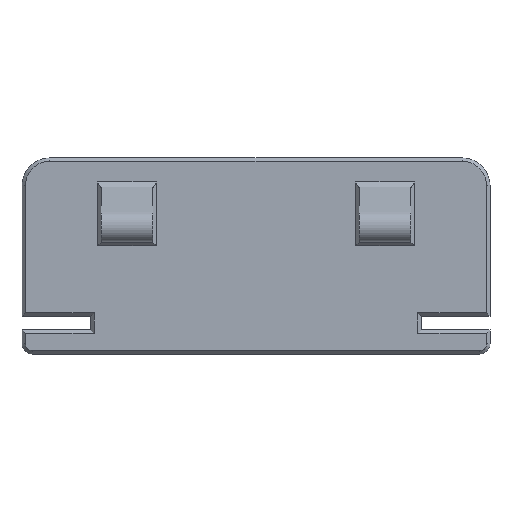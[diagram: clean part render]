
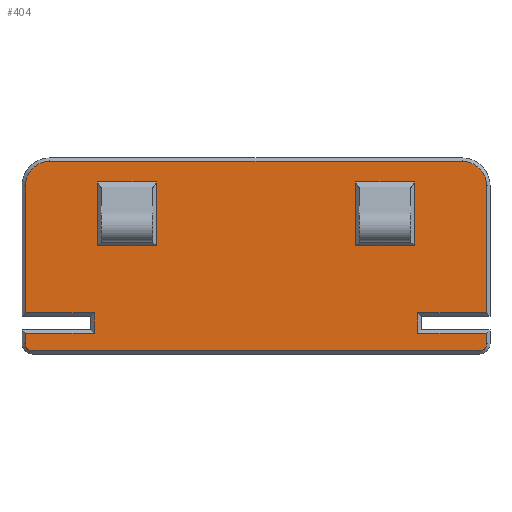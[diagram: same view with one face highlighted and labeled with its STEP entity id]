
A CAD part, top view. The second image highlights one B-rep face of the part: STEP entity #404.
In plain terms, the highlighted planar face has unit normal (0, 0, 1).
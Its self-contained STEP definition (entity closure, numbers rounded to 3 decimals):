
#126 = VERTEX_POINT('',#127);
#127 = CARTESIAN_POINT('',(-67.,-6.,6.));
#135 = VERTEX_POINT('',#136);
#136 = CARTESIAN_POINT('',(-67.,-3.,6.));
#142 = EDGE_CURVE('',#126,#135,#143,.T.);
#143 = LINE('',#144,#145);
#144 = CARTESIAN_POINT('',(-67.,-6.,6.));
#145 = VECTOR('',#146,1.);
#146 = DIRECTION('',(0.,1.,0.));
#213 = VERTEX_POINT('',#214);
#214 = CARTESIAN_POINT('',(-65.,-8.,6.));
#222 = EDGE_CURVE('',#213,#126,#223,.T.);
#223 = CIRCLE('',#224,2.);
#224 = AXIS2_PLACEMENT_3D('',#225,#226,#227);
#225 = CARTESIAN_POINT('',(-65.,-6.,6.));
#226 = DIRECTION('',(-0.,-0.,-1.));
#227 = DIRECTION('',(0.,-1.,0.));
#404 = ADVANCED_FACE('',(#405,#522,#556),#590,.T.);
#405 = FACE_BOUND('',#406,.T.);
#406 = EDGE_LOOP('',(#407,#417,#425,#433,#441,#449,#458,#466,#475,#483,
    #491,#499,#505,#506,#507,#515));
#407 = ORIENTED_EDGE('',*,*,#408,.F.);
#408 = EDGE_CURVE('',#409,#411,#413,.T.);
#409 = VERTEX_POINT('',#410);
#410 = CARTESIAN_POINT('',(67.,-3.,6.));
#411 = VERTEX_POINT('',#412);
#412 = CARTESIAN_POINT('',(67.,-6.,6.));
#413 = LINE('',#414,#415);
#414 = CARTESIAN_POINT('',(67.,-2.,6.));
#415 = VECTOR('',#416,1.);
#416 = DIRECTION('',(0.,-1.,0.));
#417 = ORIENTED_EDGE('',*,*,#418,.T.);
#418 = EDGE_CURVE('',#409,#419,#421,.T.);
#419 = VERTEX_POINT('',#420);
#420 = CARTESIAN_POINT('',(47.,-3.,6.));
#421 = LINE('',#422,#423);
#422 = CARTESIAN_POINT('',(68.,-3.,6.));
#423 = VECTOR('',#424,1.);
#424 = DIRECTION('',(-1.,0.,0.));
#425 = ORIENTED_EDGE('',*,*,#426,.T.);
#426 = EDGE_CURVE('',#419,#427,#429,.T.);
#427 = VERTEX_POINT('',#428);
#428 = CARTESIAN_POINT('',(47.,3.,6.));
#429 = LINE('',#430,#431);
#430 = CARTESIAN_POINT('',(47.,-2.,6.));
#431 = VECTOR('',#432,1.);
#432 = DIRECTION('',(0.,1.,0.));
#433 = ORIENTED_EDGE('',*,*,#434,.T.);
#434 = EDGE_CURVE('',#427,#435,#437,.T.);
#435 = VERTEX_POINT('',#436);
#436 = CARTESIAN_POINT('',(67.,3.,6.));
#437 = LINE('',#438,#439);
#438 = CARTESIAN_POINT('',(48.,3.,6.));
#439 = VECTOR('',#440,1.);
#440 = DIRECTION('',(1.,0.,0.));
#441 = ORIENTED_EDGE('',*,*,#442,.F.);
#442 = EDGE_CURVE('',#443,#435,#445,.T.);
#443 = VERTEX_POINT('',#444);
#444 = CARTESIAN_POINT('',(67.,40.,6.));
#445 = LINE('',#446,#447);
#446 = CARTESIAN_POINT('',(67.,40.,6.));
#447 = VECTOR('',#448,1.);
#448 = DIRECTION('',(0.,-1.,0.));
#449 = ORIENTED_EDGE('',*,*,#450,.F.);
#450 = EDGE_CURVE('',#451,#443,#453,.T.);
#451 = VERTEX_POINT('',#452);
#452 = CARTESIAN_POINT('',(60.,47.,6.));
#453 = CIRCLE('',#454,7.);
#454 = AXIS2_PLACEMENT_3D('',#455,#456,#457);
#455 = CARTESIAN_POINT('',(60.,40.,6.));
#456 = DIRECTION('',(0.,0.,-1.));
#457 = DIRECTION('',(0.,1.,0.));
#458 = ORIENTED_EDGE('',*,*,#459,.F.);
#459 = EDGE_CURVE('',#460,#451,#462,.T.);
#460 = VERTEX_POINT('',#461);
#461 = CARTESIAN_POINT('',(-60.,47.,6.));
#462 = LINE('',#463,#464);
#463 = CARTESIAN_POINT('',(-60.,47.,6.));
#464 = VECTOR('',#465,1.);
#465 = DIRECTION('',(1.,0.,0.));
#466 = ORIENTED_EDGE('',*,*,#467,.F.);
#467 = EDGE_CURVE('',#468,#460,#470,.T.);
#468 = VERTEX_POINT('',#469);
#469 = CARTESIAN_POINT('',(-67.,40.,6.));
#470 = CIRCLE('',#471,7.);
#471 = AXIS2_PLACEMENT_3D('',#472,#473,#474);
#472 = CARTESIAN_POINT('',(-60.,40.,6.));
#473 = DIRECTION('',(0.,0.,-1.));
#474 = DIRECTION('',(-1.,0.,0.));
#475 = ORIENTED_EDGE('',*,*,#476,.F.);
#476 = EDGE_CURVE('',#477,#468,#479,.T.);
#477 = VERTEX_POINT('',#478);
#478 = CARTESIAN_POINT('',(-67.,3.,6.));
#479 = LINE('',#480,#481);
#480 = CARTESIAN_POINT('',(-67.,2.,6.));
#481 = VECTOR('',#482,1.);
#482 = DIRECTION('',(0.,1.,0.));
#483 = ORIENTED_EDGE('',*,*,#484,.F.);
#484 = EDGE_CURVE('',#485,#477,#487,.T.);
#485 = VERTEX_POINT('',#486);
#486 = CARTESIAN_POINT('',(-47.,3.,6.));
#487 = LINE('',#488,#489);
#488 = CARTESIAN_POINT('',(-48.,3.,6.));
#489 = VECTOR('',#490,1.);
#490 = DIRECTION('',(-1.,0.,0.));
#491 = ORIENTED_EDGE('',*,*,#492,.F.);
#492 = EDGE_CURVE('',#493,#485,#495,.T.);
#493 = VERTEX_POINT('',#494);
#494 = CARTESIAN_POINT('',(-47.,-3.,6.));
#495 = LINE('',#496,#497);
#496 = CARTESIAN_POINT('',(-47.,-2.,6.));
#497 = VECTOR('',#498,1.);
#498 = DIRECTION('',(0.,1.,0.));
#499 = ORIENTED_EDGE('',*,*,#500,.F.);
#500 = EDGE_CURVE('',#135,#493,#501,.T.);
#501 = LINE('',#502,#503);
#502 = CARTESIAN_POINT('',(-68.,-3.,6.));
#503 = VECTOR('',#504,1.);
#504 = DIRECTION('',(1.,0.,0.));
#505 = ORIENTED_EDGE('',*,*,#142,.F.);
#506 = ORIENTED_EDGE('',*,*,#222,.F.);
#507 = ORIENTED_EDGE('',*,*,#508,.F.);
#508 = EDGE_CURVE('',#509,#213,#511,.T.);
#509 = VERTEX_POINT('',#510);
#510 = CARTESIAN_POINT('',(65.,-8.,6.));
#511 = LINE('',#512,#513);
#512 = CARTESIAN_POINT('',(65.,-8.,6.));
#513 = VECTOR('',#514,1.);
#514 = DIRECTION('',(-1.,0.,0.));
#515 = ORIENTED_EDGE('',*,*,#516,.F.);
#516 = EDGE_CURVE('',#411,#509,#517,.T.);
#517 = CIRCLE('',#518,2.);
#518 = AXIS2_PLACEMENT_3D('',#519,#520,#521);
#519 = CARTESIAN_POINT('',(65.,-6.,6.));
#520 = DIRECTION('',(0.,-0.,-1.));
#521 = DIRECTION('',(1.,0.,0.));
#522 = FACE_BOUND('',#523,.T.);
#523 = EDGE_LOOP('',(#524,#534,#542,#550));
#524 = ORIENTED_EDGE('',*,*,#525,.F.);
#525 = EDGE_CURVE('',#526,#528,#530,.T.);
#526 = VERTEX_POINT('',#527);
#527 = CARTESIAN_POINT('',(29.,22.467,6.));
#528 = VERTEX_POINT('',#529);
#529 = CARTESIAN_POINT('',(46.,22.467,6.));
#530 = LINE('',#531,#532);
#531 = CARTESIAN_POINT('',(30.,22.467,6.));
#532 = VECTOR('',#533,1.);
#533 = DIRECTION('',(1.,0.,0.));
#534 = ORIENTED_EDGE('',*,*,#535,.T.);
#535 = EDGE_CURVE('',#526,#536,#538,.T.);
#536 = VERTEX_POINT('',#537);
#537 = CARTESIAN_POINT('',(29.,41.,6.));
#538 = LINE('',#539,#540);
#539 = CARTESIAN_POINT('',(29.,23.467,6.));
#540 = VECTOR('',#541,1.);
#541 = DIRECTION('',(0.,1.,0.));
#542 = ORIENTED_EDGE('',*,*,#543,.T.);
#543 = EDGE_CURVE('',#536,#544,#546,.T.);
#544 = VERTEX_POINT('',#545);
#545 = CARTESIAN_POINT('',(46.,41.,6.));
#546 = LINE('',#547,#548);
#547 = CARTESIAN_POINT('',(30.,41.,6.));
#548 = VECTOR('',#549,1.);
#549 = DIRECTION('',(1.,0.,0.));
#550 = ORIENTED_EDGE('',*,*,#551,.F.);
#551 = EDGE_CURVE('',#528,#544,#552,.T.);
#552 = LINE('',#553,#554);
#553 = CARTESIAN_POINT('',(46.,23.467,6.));
#554 = VECTOR('',#555,1.);
#555 = DIRECTION('',(0.,1.,0.));
#556 = FACE_BOUND('',#557,.T.);
#557 = EDGE_LOOP('',(#558,#568,#576,#584));
#558 = ORIENTED_EDGE('',*,*,#559,.F.);
#559 = EDGE_CURVE('',#560,#562,#564,.T.);
#560 = VERTEX_POINT('',#561);
#561 = CARTESIAN_POINT('',(-29.,22.467,6.));
#562 = VERTEX_POINT('',#563);
#563 = CARTESIAN_POINT('',(-29.,41.,6.));
#564 = LINE('',#565,#566);
#565 = CARTESIAN_POINT('',(-29.,23.467,6.));
#566 = VECTOR('',#567,1.);
#567 = DIRECTION('',(0.,1.,0.));
#568 = ORIENTED_EDGE('',*,*,#569,.T.);
#569 = EDGE_CURVE('',#560,#570,#572,.T.);
#570 = VERTEX_POINT('',#571);
#571 = CARTESIAN_POINT('',(-46.,22.467,6.));
#572 = LINE('',#573,#574);
#573 = CARTESIAN_POINT('',(-30.,22.467,6.));
#574 = VECTOR('',#575,1.);
#575 = DIRECTION('',(-1.,0.,0.));
#576 = ORIENTED_EDGE('',*,*,#577,.T.);
#577 = EDGE_CURVE('',#570,#578,#580,.T.);
#578 = VERTEX_POINT('',#579);
#579 = CARTESIAN_POINT('',(-46.,41.,6.));
#580 = LINE('',#581,#582);
#581 = CARTESIAN_POINT('',(-46.,23.467,6.));
#582 = VECTOR('',#583,1.);
#583 = DIRECTION('',(0.,1.,0.));
#584 = ORIENTED_EDGE('',*,*,#585,.F.);
#585 = EDGE_CURVE('',#562,#578,#586,.T.);
#586 = LINE('',#587,#588);
#587 = CARTESIAN_POINT('',(-30.,41.,6.));
#588 = VECTOR('',#589,1.);
#589 = DIRECTION('',(-1.,0.,0.));
#590 = PLANE('',#591);
#591 = AXIS2_PLACEMENT_3D('',#592,#593,#594);
#592 = CARTESIAN_POINT('',(0.,15.78,6.));
#593 = DIRECTION('',(0.,0.,1.));
#594 = DIRECTION('',(1.,0.,0.));
